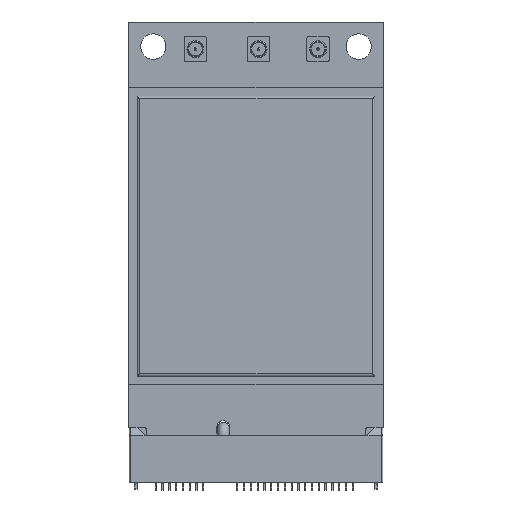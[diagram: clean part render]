
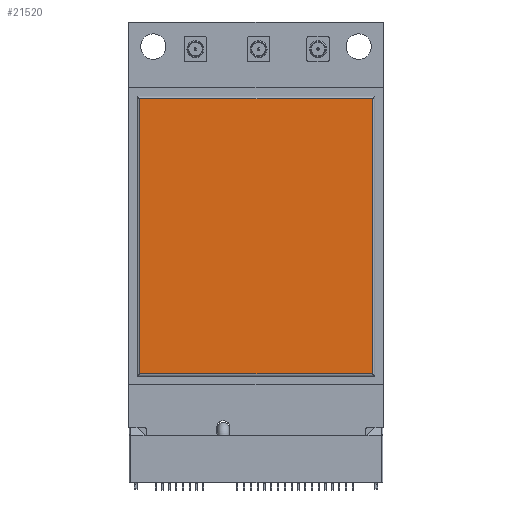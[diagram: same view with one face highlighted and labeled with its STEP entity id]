
A CAD part, top view. The second image highlights one B-rep face of the part: STEP entity #21520.
In plain terms, the highlighted planar face has unit normal (0, 0, 1).
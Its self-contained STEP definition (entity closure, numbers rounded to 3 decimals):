
#2454=FACE_OUTER_BOUND('',#3554,.T.);
#3554=EDGE_LOOP('',(#14939,#14940,#14941,#14942));
#4716=LINE('',#31367,#6992);
#4722=LINE('',#31382,#6998);
#4723=LINE('',#31385,#6999);
#4724=LINE('',#31386,#7000);
#6992=VECTOR('',#24958,1.);
#6998=VECTOR('',#24976,1.);
#6999=VECTOR('',#24979,1.);
#7000=VECTOR('',#24980,1.);
#9253=VERTEX_POINT('',#31364);
#9254=VERTEX_POINT('',#31366);
#9257=VERTEX_POINT('',#31380);
#9258=VERTEX_POINT('',#31384);
#11580=EDGE_CURVE('',#9253,#9254,#4716,.T.);
#11588=EDGE_CURVE('',#9253,#9257,#4722,.T.);
#11589=EDGE_CURVE('',#9257,#9258,#4723,.T.);
#11590=EDGE_CURVE('',#9254,#9258,#4724,.T.);
#14939=ORIENTED_EDGE('',*,*,#11580,.F.);
#14940=ORIENTED_EDGE('',*,*,#11588,.T.);
#14941=ORIENTED_EDGE('',*,*,#11589,.T.);
#14942=ORIENTED_EDGE('',*,*,#11590,.F.);
#20874=PLANE('',#22758);
#21520=ADVANCED_FACE('',(#2454),#20874,.T.);
#22758=AXIS2_PLACEMENT_3D('',#31383,#24977,#24978);
#24958=DIRECTION('',(0.,1.,0.));
#24976=DIRECTION('',(1.,0.,0.));
#24977=DIRECTION('center_axis',(0.,0.,1.));
#24978=DIRECTION('ref_axis',(1.,0.,0.));
#24979=DIRECTION('',(0.,1.,0.));
#24980=DIRECTION('',(1.,0.,0.));
#31364=CARTESIAN_POINT('',(-100.55,-7.7,49.4));
#31366=CARTESIAN_POINT('',(-100.55,24.7,49.4));
#31367=CARTESIAN_POINT('',(-100.55,-8.,49.4));
#31380=CARTESIAN_POINT('',(-73.15,-7.7,49.4));
#31382=CARTESIAN_POINT('',(-100.85,-7.7,49.4));
#31383=CARTESIAN_POINT('Origin',(-100.85,-8.,49.4));
#31384=CARTESIAN_POINT('',(-73.15,24.7,49.4));
#31385=CARTESIAN_POINT('',(-73.15,-8.,49.4));
#31386=CARTESIAN_POINT('',(-100.85,24.7,49.4));
